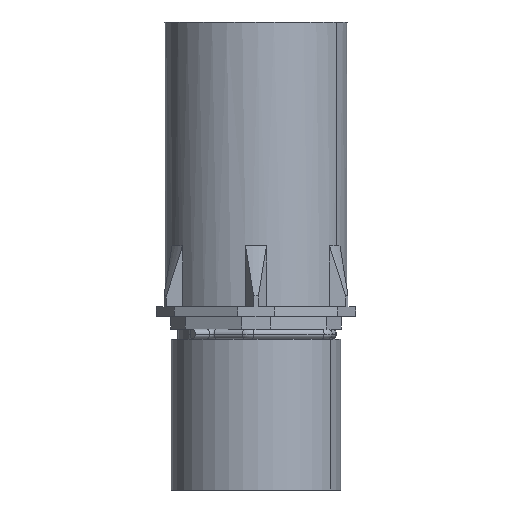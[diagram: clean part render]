
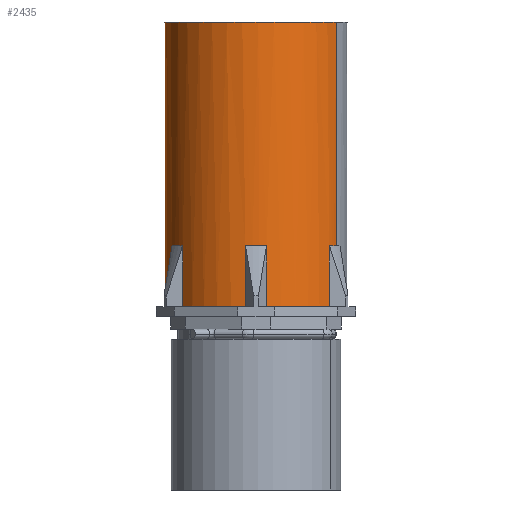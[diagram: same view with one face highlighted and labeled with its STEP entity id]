
A CAD part, left-side view. The second image highlights one B-rep face of the part: STEP entity #2435.
In plain terms, the highlighted cylindrical face has radius 18.75 mm (diameter 37.5 mm), a partial arc.
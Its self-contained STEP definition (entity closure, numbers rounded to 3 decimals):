
#76=AXIS2_PLACEMENT_3D('Circle Axis2P3D',#74,#75,$) ;
#130=AXIS2_PLACEMENT_3D('Circle Axis2P3D',#128,#129,$) ;
#396=AXIS2_PLACEMENT_3D('Circle Axis2P3D',#394,#395,$) ;
#443=AXIS2_PLACEMENT_3D('Circle Axis2P3D',#441,#442,$) ;
#2297=AXIS2_PLACEMENT_3D('Circle Axis2P3D',#2295,#2296,$) ;
#2341=AXIS2_PLACEMENT_3D('Circle Axis2P3D',#2339,#2340,$) ;
#2353=AXIS2_PLACEMENT_3D('Circle Axis2P3D',#2351,#2352,$) ;
#2372=AXIS2_PLACEMENT_3D('Circle Axis2P3D',#2370,#2371,$) ;
#2386=AXIS2_PLACEMENT_3D('Cylinder Axis2P3D',#2383,#2384,#2385) ;
#43=CARTESIAN_POINT('Vertex',(28.942,37.71,37.6)) ;
#71=CARTESIAN_POINT('Vertex',(14.058,37.71,37.6)) ;
#74=CARTESIAN_POINT('Axis2P3D Location',(21.5,20.5,37.6)) ;
#123=CARTESIAN_POINT('Vertex',(2.875,22.66,37.6)) ;
#128=CARTESIAN_POINT('Axis2P3D Location',(21.5,20.5,37.6)) ;
#132=CARTESIAN_POINT('Vertex',(10.317,35.55,37.6)) ;
#389=CARTESIAN_POINT('Vertex',(10.317,5.45,37.6)) ;
#394=CARTESIAN_POINT('Axis2P3D Location',(21.5,20.5,37.6)) ;
#398=CARTESIAN_POINT('Vertex',(2.875,18.34,37.6)) ;
#441=CARTESIAN_POINT('Axis2P3D Location',(21.5,20.5,96.)) ;
#445=CARTESIAN_POINT('Vertex',(12.511,4.045,96.)) ;
#447=CARTESIAN_POINT('Vertex',(30.489,36.955,96.)) ;
#1933=CARTESIAN_POINT('Line Origine',(28.942,37.71,43.85)) ;
#1937=CARTESIAN_POINT('Vertex',(28.942,37.71,50.1)) ;
#2068=CARTESIAN_POINT('Line Origine',(10.317,5.45,43.85)) ;
#2072=CARTESIAN_POINT('Vertex',(10.317,5.45,50.1)) ;
#2095=CARTESIAN_POINT('Line Origine',(2.875,18.34,43.85)) ;
#2099=CARTESIAN_POINT('Vertex',(2.875,18.34,50.1)) ;
#2122=CARTESIAN_POINT('Line Origine',(2.875,22.66,43.85)) ;
#2126=CARTESIAN_POINT('Vertex',(2.875,22.66,50.1)) ;
#2210=CARTESIAN_POINT('Line Origine',(10.317,35.55,43.85)) ;
#2214=CARTESIAN_POINT('Vertex',(10.317,35.55,50.1)) ;
#2268=CARTESIAN_POINT('Line Origine',(14.058,37.71,43.85)) ;
#2272=CARTESIAN_POINT('Vertex',(14.058,37.71,50.1)) ;
#2295=CARTESIAN_POINT('Axis2P3D Location',(21.5,20.5,50.1)) ;
#2299=CARTESIAN_POINT('Vertex',(30.489,36.955,50.1)) ;
#2339=CARTESIAN_POINT('Axis2P3D Location',(21.5,20.5,50.1)) ;
#2351=CARTESIAN_POINT('Axis2P3D Location',(21.5,20.5,50.1)) ;
#2367=CARTESIAN_POINT('Vertex',(12.511,4.045,50.1)) ;
#2370=CARTESIAN_POINT('Axis2P3D Location',(21.5,20.5,50.1)) ;
#2383=CARTESIAN_POINT('Axis2P3D Location',(21.5,20.5,48.)) ;
#2388=CARTESIAN_POINT('Line Origine',(30.489,36.955,65.8)) ;
#2393=CARTESIAN_POINT('Line Origine',(12.511,4.045,65.8)) ;
#75=DIRECTION('Axis2P3D Direction',(-0.,-0.,-1.)) ;
#129=DIRECTION('Axis2P3D Direction',(-0.,-0.,-1.)) ;
#395=DIRECTION('Axis2P3D Direction',(-0.,-0.,-1.)) ;
#442=DIRECTION('Axis2P3D Direction',(-0.,-0.,-1.)) ;
#1934=DIRECTION('Vector Direction',(0.,0.,1.)) ;
#2069=DIRECTION('Vector Direction',(0.,0.,1.)) ;
#2096=DIRECTION('Vector Direction',(0.,0.,1.)) ;
#2123=DIRECTION('Vector Direction',(0.,0.,1.)) ;
#2211=DIRECTION('Vector Direction',(0.,0.,1.)) ;
#2269=DIRECTION('Vector Direction',(0.,0.,1.)) ;
#2296=DIRECTION('Axis2P3D Direction',(-0.,-0.,-1.)) ;
#2340=DIRECTION('Axis2P3D Direction',(-0.,-0.,-1.)) ;
#2352=DIRECTION('Axis2P3D Direction',(-0.,-0.,-1.)) ;
#2371=DIRECTION('Axis2P3D Direction',(-0.,-0.,-1.)) ;
#2384=DIRECTION('Axis2P3D Direction',(-0.,-0.,-1.)) ;
#2385=DIRECTION('Axis2P3D XDirection',(-0.479,-0.878,0.)) ;
#2389=DIRECTION('Vector Direction',(0.,0.,-1.)) ;
#2394=DIRECTION('Vector Direction',(0.,0.,-1.)) ;
#1935=VECTOR('Line Direction',#1934,1.) ;
#2070=VECTOR('Line Direction',#2069,1.) ;
#2097=VECTOR('Line Direction',#2096,1.) ;
#2124=VECTOR('Line Direction',#2123,1.) ;
#2212=VECTOR('Line Direction',#2211,1.) ;
#2270=VECTOR('Line Direction',#2269,1.) ;
#2390=VECTOR('Line Direction',#2389,1.) ;
#2395=VECTOR('Line Direction',#2394,1.) ;
#2418=ORIENTED_EDGE('',*,*,#2343,.T.) ;
#2419=ORIENTED_EDGE('',*,*,#2216,.F.) ;
#2420=ORIENTED_EDGE('',*,*,#134,.F.) ;
#2421=ORIENTED_EDGE('',*,*,#2128,.T.) ;
#2422=ORIENTED_EDGE('',*,*,#2355,.T.) ;
#2423=ORIENTED_EDGE('',*,*,#2101,.F.) ;
#2424=ORIENTED_EDGE('',*,*,#400,.F.) ;
#2425=ORIENTED_EDGE('',*,*,#2074,.T.) ;
#2426=ORIENTED_EDGE('',*,*,#2374,.T.) ;
#2427=ORIENTED_EDGE('',*,*,#2397,.T.) ;
#2428=ORIENTED_EDGE('',*,*,#449,.T.) ;
#2429=ORIENTED_EDGE('',*,*,#2392,.F.) ;
#2430=ORIENTED_EDGE('',*,*,#2301,.T.) ;
#2431=ORIENTED_EDGE('',*,*,#1939,.F.) ;
#2432=ORIENTED_EDGE('',*,*,#78,.F.) ;
#2433=ORIENTED_EDGE('',*,*,#2274,.T.) ;
#2435=ADVANCED_FACE('KOERPER.2',(#2434),#2387,.T.) ;
#77=CIRCLE('generated circle',#76,18.75) ;
#131=CIRCLE('generated circle',#130,18.75) ;
#397=CIRCLE('generated circle',#396,18.75) ;
#444=CIRCLE('generated circle',#443,18.75) ;
#2298=CIRCLE('generated circle',#2297,18.75) ;
#2342=CIRCLE('generated circle',#2341,18.75) ;
#2354=CIRCLE('generated circle',#2353,18.75) ;
#2373=CIRCLE('generated circle',#2372,18.75) ;
#2387=CYLINDRICAL_SURFACE('generated cylinder',#2386,18.75) ;
#78=EDGE_CURVE('',#72,#44,#77,.T.) ;
#134=EDGE_CURVE('',#124,#133,#131,.T.) ;
#400=EDGE_CURVE('',#390,#399,#397,.T.) ;
#449=EDGE_CURVE('',#446,#448,#444,.T.) ;
#1939=EDGE_CURVE('',#44,#1938,#1936,.T.) ;
#2074=EDGE_CURVE('',#390,#2073,#2071,.T.) ;
#2101=EDGE_CURVE('',#399,#2100,#2098,.T.) ;
#2128=EDGE_CURVE('',#124,#2127,#2125,.T.) ;
#2216=EDGE_CURVE('',#133,#2215,#2213,.T.) ;
#2274=EDGE_CURVE('',#72,#2273,#2271,.T.) ;
#2301=EDGE_CURVE('',#2300,#1938,#2298,.F.) ;
#2343=EDGE_CURVE('',#2273,#2215,#2342,.F.) ;
#2355=EDGE_CURVE('',#2127,#2100,#2354,.F.) ;
#2374=EDGE_CURVE('',#2073,#2368,#2373,.F.) ;
#2392=EDGE_CURVE('',#2300,#448,#2391,.F.) ;
#2397=EDGE_CURVE('',#2368,#446,#2396,.F.) ;
#2417=EDGE_LOOP('',(#2418,#2419,#2420,#2421,#2422,#2423,#2424,#2425,#2426,#2427,#2428,#2429,#2430,#2431,#2432,#2433)) ;
#2434=FACE_OUTER_BOUND('',#2417,.T.) ;
#1936=LINE('Line',#1933,#1935) ;
#2071=LINE('Line',#2068,#2070) ;
#2098=LINE('Line',#2095,#2097) ;
#2125=LINE('Line',#2122,#2124) ;
#2213=LINE('Line',#2210,#2212) ;
#2271=LINE('Line',#2268,#2270) ;
#2391=LINE('Line',#2388,#2390) ;
#2396=LINE('Line',#2393,#2395) ;
#44=VERTEX_POINT('',#43) ;
#72=VERTEX_POINT('',#71) ;
#124=VERTEX_POINT('',#123) ;
#133=VERTEX_POINT('',#132) ;
#390=VERTEX_POINT('',#389) ;
#399=VERTEX_POINT('',#398) ;
#446=VERTEX_POINT('',#445) ;
#448=VERTEX_POINT('',#447) ;
#1938=VERTEX_POINT('',#1937) ;
#2073=VERTEX_POINT('',#2072) ;
#2100=VERTEX_POINT('',#2099) ;
#2127=VERTEX_POINT('',#2126) ;
#2215=VERTEX_POINT('',#2214) ;
#2273=VERTEX_POINT('',#2272) ;
#2300=VERTEX_POINT('',#2299) ;
#2368=VERTEX_POINT('',#2367) ;
